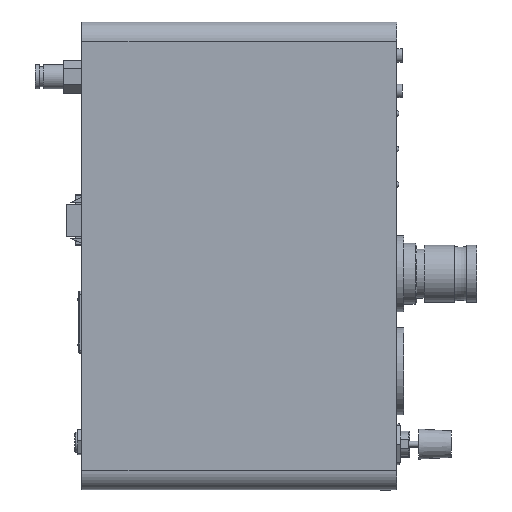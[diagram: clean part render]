
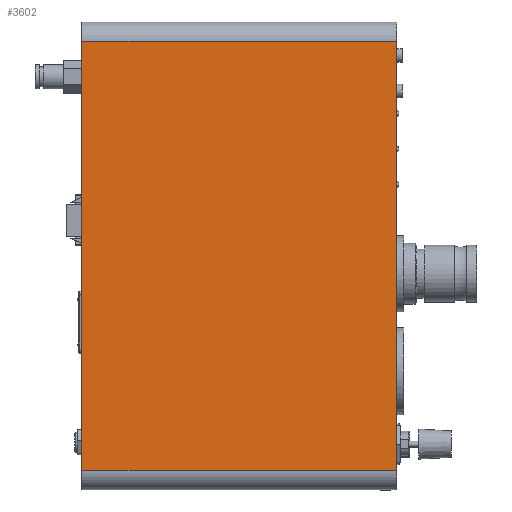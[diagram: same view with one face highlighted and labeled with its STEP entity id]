
A CAD part, top view. The second image highlights one B-rep face of the part: STEP entity #3602.
In plain terms, the highlighted planar face has unit normal (0, 0, 1).
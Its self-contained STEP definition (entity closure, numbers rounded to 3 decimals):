
#454=LINE('',#5877,#769);
#470=LINE('',#5921,#785);
#489=LINE('',#5969,#804);
#490=LINE('',#5971,#805);
#769=VECTOR('',#4868,1000.);
#785=VECTOR('',#4900,1000.);
#804=VECTOR('',#4955,1000.);
#805=VECTOR('',#4958,1000.);
#1003=FACE_OUTER_BOUND('',#1253,.T.);
#1253=EDGE_LOOP('',(#3021,#3022,#3023,#3024));
#1658=VERTEX_POINT('',#5874);
#1659=VERTEX_POINT('',#5876);
#1678=VERTEX_POINT('',#5918);
#1679=VERTEX_POINT('',#5920);
#2097=EDGE_CURVE('',#1659,#1658,#454,.F.);
#2117=EDGE_CURVE('',#1678,#1679,#470,.F.);
#2147=EDGE_CURVE('',#1659,#1678,#489,.T.);
#2148=EDGE_CURVE('',#1658,#1679,#490,.F.);
#3021=ORIENTED_EDGE('',*,*,#2117,.F.);
#3022=ORIENTED_EDGE('',*,*,#2147,.F.);
#3023=ORIENTED_EDGE('',*,*,#2097,.T.);
#3024=ORIENTED_EDGE('',*,*,#2148,.T.);
#3207=PLANE('',#3965);
#3602=ADVANCED_FACE('',(#1003),#3207,.T.);
#3965=AXIS2_PLACEMENT_3D('',#5970,#4956,#4957);
#4868=DIRECTION('',(0.,1.,0.));
#4900=DIRECTION('',(0.,1.,0.));
#4955=DIRECTION('',(1.,0.,0.));
#4956=DIRECTION('center_axis',(0.,0.,
1.));
#4957=DIRECTION('ref_axis',(0.,1.,0.));
#4958=DIRECTION('',(-1.,0.,0.));
#5874=CARTESIAN_POINT('',(-77.5,-105.5,66.5));
#5876=CARTESIAN_POINT('',(-77.5,105.9,66.5));
#5877=CARTESIAN_POINT('',(-77.5,105.9,66.5));
#5918=CARTESIAN_POINT('',(77.5,105.9,66.5));
#5920=CARTESIAN_POINT('',(77.5,-105.5,66.5));
#5921=CARTESIAN_POINT('',(77.5,105.9,66.5));
#5969=CARTESIAN_POINT('',(-77.5,105.9,66.5));
#5970=CARTESIAN_POINT('Origin',(-77.5,105.9,66.5));
#5971=CARTESIAN_POINT('',(-77.5,-105.5,66.5));
